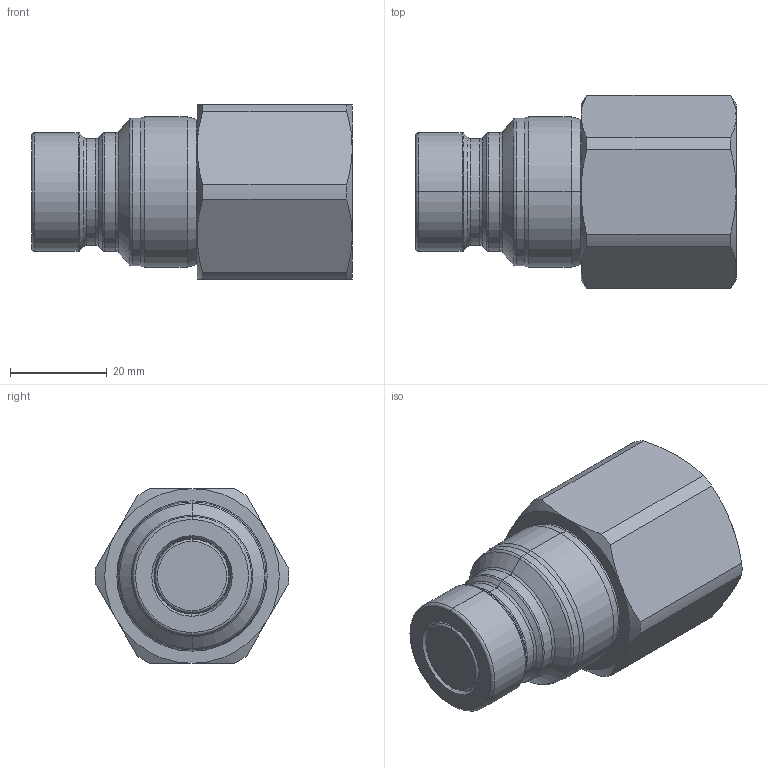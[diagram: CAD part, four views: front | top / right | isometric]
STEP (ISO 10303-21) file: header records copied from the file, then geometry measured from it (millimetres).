
FILE_DESCRIPTION (( 'STEP AP214' ), '1' );
FILE_NAME ('FEM-502-8FB.STEP', '2015-08-26T07:05:50', ( 'admin' ), ( 'Microsoft' ), 'SwSTEP 2.0', 'SolidWorks 2009', '' );
FILE_SCHEMA (( 'AUTOMOTIVE_DESIGN' ));
Length unit declared in the file: millimetre
Products named in the file (1): FEM-502-8FB
Bounding box: 66.1 x 39.99 x 36 mm (x, y, z)
Volume: 50969.9 mm3; surface area: 10080.8 mm2
Topology: 1 solids, 1 shells, 85 faces, 178 edges, 100 vertices
Faces by surface type: cone 30, cylinder 26, torus 16, plane 13
Entity records: 2367 total; most frequent: CARTESIAN_POINT 508, DIRECTION 430, ORIENTED_EDGE 356, AXIS2_PLACEMENT_3D 190, EDGE_CURVE 178, CIRCLE 104, VERTEX_POINT 100, EDGE_LOOP 90
